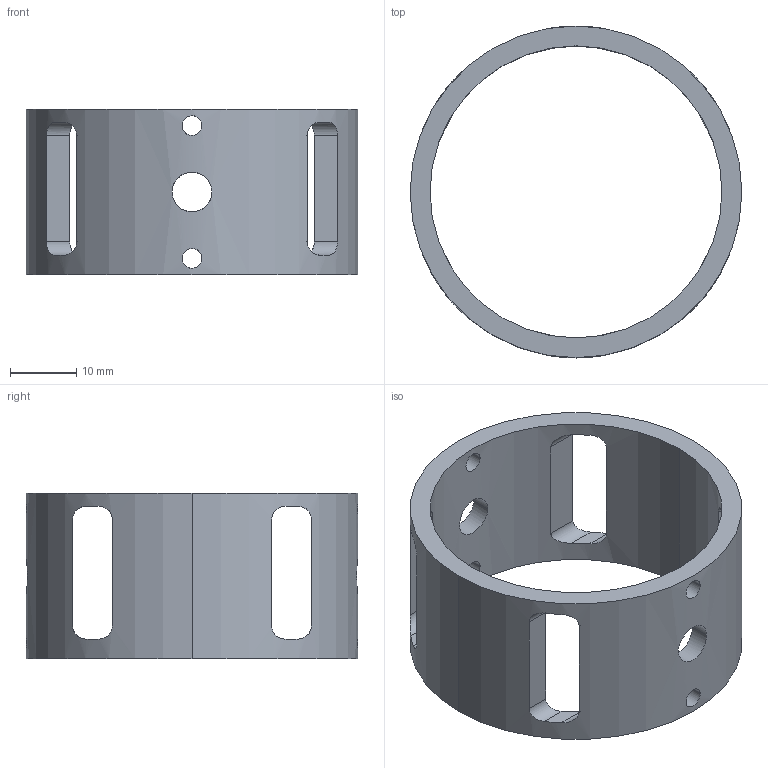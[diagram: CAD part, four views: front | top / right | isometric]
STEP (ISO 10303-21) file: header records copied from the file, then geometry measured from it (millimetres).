
FILE_DESCRIPTION((''),'2;1');
FILE_NAME('OBMP-BTP-1643','2023-10-11T21:02:27',('ccha425'),('Department of Mechanical Engineering, The University of Auckland'),'CREO PARAMETRIC BY PTC INC, 2017260','CREO PARAMETRIC BY PTC INC, 2017260','');
FILE_SCHEMA(('CONFIG_CONTROL_DESIGN'));
Length unit declared in the file: millimetre
Products named in the file (1): OBMP-BTP-1643
Bounding box: 50 x 50 x 25 mm (x, y, z)
Volume: 8970.6 mm3; surface area: 7874.5 mm2
Topology: 1 solids, 1 shells, 50 faces, 144 edges, 96 vertices
Faces by surface type: cylinder 32, plane 18
Entity records: 2254 total; most frequent: CARTESIAN_POINT 942, ORIENTED_EDGE 288, DIRECTION 212, EDGE_CURVE 144, VERTEX_POINT 96, AXIS2_PLACEMENT_3D 74, EDGE_LOOP 72, VECTOR 64
